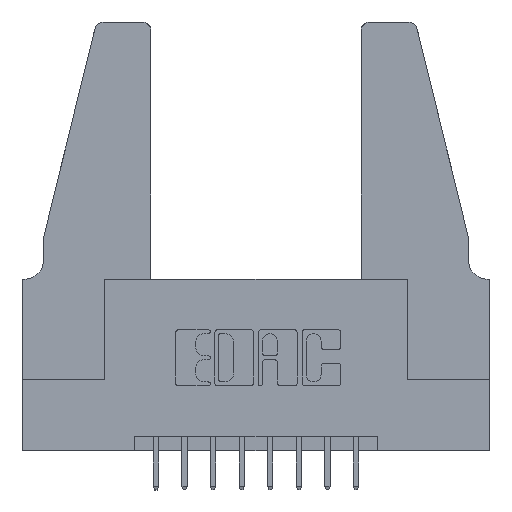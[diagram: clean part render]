
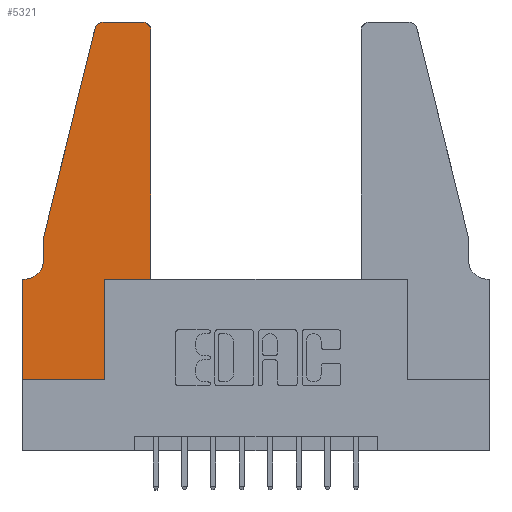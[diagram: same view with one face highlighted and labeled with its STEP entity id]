
A CAD part, top view. The second image highlights one B-rep face of the part: STEP entity #5321.
In plain terms, the highlighted planar face has unit normal (0, 0, 1).
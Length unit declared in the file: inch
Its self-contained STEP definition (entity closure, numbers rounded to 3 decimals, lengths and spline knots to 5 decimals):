
#124 = EDGE_CURVE ( 'NONE', #9183, #3037, #9670, .T. ) ;
#375 = DIRECTION ( 'NONE',  ( -1., 0., 0. ) ) ;
#649 = DIRECTION ( 'NONE',  ( 1., 0., 0. ) ) ;
#671 = AXIS2_PLACEMENT_3D ( 'NONE', #5907, #11848, #6834 ) ;
#752 = LINE ( 'NONE', #1810, #12249 ) ;
#928 = VECTOR ( 'NONE', #375, 39.37008 ) ;
#1241 = VECTOR ( 'NONE', #8945, 39.37008 ) ;
#1323 = CARTESIAN_POINT ( 'NONE',  ( 0., 0., 0.37 ) ) ;
#1597 = ORIENTED_EDGE ( 'NONE', *, *, #124, .T. ) ;
#1601 = LINE ( 'NONE', #3716, #9166 ) ;
#1633 = VERTEX_POINT ( 'NONE', #8208 ) ;
#1786 = VERTEX_POINT ( 'NONE', #2335 ) ;
#1810 = CARTESIAN_POINT ( 'NONE',  ( 0.4505, 0.35, 0.37 ) ) ;
#1836 = EDGE_CURVE ( 'NONE', #1633, #7404, #752, .T. ) ;
#1954 = LINE ( 'NONE', #10983, #5354 ) ;
#2288 = CARTESIAN_POINT ( 'NONE',  ( 0., 0., 0.37 ) ) ;
#2335 = CARTESIAN_POINT ( 'NONE',  ( 0.0755, 0.5, 0.37 ) ) ;
#2555 = ORIENTED_EDGE ( 'NONE', *, *, #10033, .T. ) ;
#2572 = VECTOR ( 'NONE', #9991, 39.37008 ) ;
#2792 = VECTOR ( 'NONE', #12843, 39.37008 ) ;
#2881 = CARTESIAN_POINT ( 'NONE',  ( 0.4505, 1.22, 0.37 ) ) ;
#2884 = CARTESIAN_POINT ( 'NONE',  ( 0.4505, 0.35, 0.37 ) ) ;
#2926 = ORIENTED_EDGE ( 'NONE', *, *, #7350, .T. ) ;
#3037 = VERTEX_POINT ( 'NONE', #2288 ) ;
#3192 = EDGE_CURVE ( 'NONE', #11352, #5845, #12476, .T. ) ;
#3384 = ORIENTED_EDGE ( 'NONE', *, *, #3978, .T. ) ;
#3426 = LINE ( 'NONE', #5635, #928 ) ;
#3716 = CARTESIAN_POINT ( 'NONE',  ( 0.0755, 0.5, 0.37 ) ) ;
#3978 = EDGE_CURVE ( 'NONE', #7404, #6771, #12065, .T. ) ;
#3995 = VERTEX_POINT ( 'NONE', #9826 ) ;
#4418 = ORIENTED_EDGE ( 'NONE', *, *, #5169, .T. ) ;
#4661 = VERTEX_POINT ( 'NONE', #10692 ) ;
#4806 = ORIENTED_EDGE ( 'NONE', *, *, #7427, .T. ) ;
#4841 = DIRECTION ( 'NONE',  ( 0., 0., 1. ) ) ;
#5146 = ORIENTED_EDGE ( 'NONE', *, *, #7489, .T. ) ;
#5169 = EDGE_CURVE ( 'NONE', #3037, #11328, #5380, .T. ) ;
#5321 = ADVANCED_FACE ( 'NONE', ( #7827 ), #10946, .T. ) ;
#5354 = VECTOR ( 'NONE', #9144, 39.37008 ) ;
#5380 = LINE ( 'NONE', #1323, #9795 ) ;
#5438 = EDGE_LOOP ( 'NONE', ( #2555, #5146, #6326, #4806, #7918, #2926, #1597, #4418, #6196, #6356, #11725, #3384 ) ) ;
#5609 = CARTESIAN_POINT ( 'NONE',  ( 0.2865, 0.35, 0.37 ) ) ;
#5635 = CARTESIAN_POINT ( 'NONE',  ( 0.2605, 1.25, 0.37 ) ) ;
#5703 = CARTESIAN_POINT ( 'NONE',  ( 0.4205, 1.22, 0.37 ) ) ;
#5736 = AXIS2_PLACEMENT_3D ( 'NONE', #5703, #4841, #649 ) ;
#5845 = VERTEX_POINT ( 'NONE', #12370 ) ;
#5907 = CARTESIAN_POINT ( 'NONE',  ( 0., 0.35, 0.37 ) ) ;
#5948 = CARTESIAN_POINT ( 'NONE',  ( 0.0755, 0.5, 0.37 ) ) ;
#6196 = ORIENTED_EDGE ( 'NONE', *, *, #7276, .T. ) ;
#6291 = CARTESIAN_POINT ( 'NONE',  ( 0.284, 1.25, 0.37 ) ) ;
#6326 = ORIENTED_EDGE ( 'NONE', *, *, #6522, .T. ) ;
#6356 = ORIENTED_EDGE ( 'NONE', *, *, #12574, .T. ) ;
#6419 = AXIS2_PLACEMENT_3D ( 'NONE', #9457, #11361, #11240 ) ;
#6522 = EDGE_CURVE ( 'NONE', #3995, #1786, #1601, .T. ) ;
#6771 = VERTEX_POINT ( 'NONE', #11508 ) ;
#6834 = DIRECTION ( 'NONE',  ( 1., 0., 0. ) ) ;
#6873 = LINE ( 'NONE', #5948, #2572 ) ;
#7276 = EDGE_CURVE ( 'NONE', #11328, #4661, #12564, .T. ) ;
#7350 = EDGE_CURVE ( 'NONE', #5845, #9183, #1954, .T. ) ;
#7404 = VERTEX_POINT ( 'NONE', #2881 ) ;
#7427 = EDGE_CURVE ( 'NONE', #1786, #11352, #6873, .T. ) ;
#7489 = EDGE_CURVE ( 'NONE', #12292, #3995, #12337, .T. ) ;
#7827 = FACE_OUTER_BOUND ( 'NONE', #5438, .T. ) ;
#7918 = ORIENTED_EDGE ( 'NONE', *, *, #3192, .T. ) ;
#7936 = VECTOR ( 'NONE', #10985, 39.37008 ) ;
#8208 = CARTESIAN_POINT ( 'NONE',  ( 0.4505, 0.35, 0.37 ) ) ;
#8870 = DIRECTION ( 'NONE',  ( -1., 0., 0. ) ) ;
#8945 = DIRECTION ( 'NONE',  ( 0., -1., 0. ) ) ;
#9144 = DIRECTION ( 'NONE',  ( -1., 0., 0. ) ) ;
#9166 = VECTOR ( 'NONE', #9715, 39.37008 ) ;
#9183 = VERTEX_POINT ( 'NONE', #11163 ) ;
#9457 = CARTESIAN_POINT ( 'NONE',  ( 0.284, 1.22, 0.37 ) ) ;
#9561 = CARTESIAN_POINT ( 'NONE',  ( 0.2865, 0., 0.37 ) ) ;
#9562 = DIRECTION ( 'NONE',  ( 1., 0., 0. ) ) ;
#9631 = CARTESIAN_POINT ( 'NONE',  ( 0.0755, 0.42, 0.37 ) ) ;
#9658 = DIRECTION ( 'NONE',  ( 0., 1., 0. ) ) ;
#9670 = LINE ( 'NONE', #9929, #1241 ) ;
#9715 = DIRECTION ( 'NONE',  ( -0.239, -0.971, 0. ) ) ;
#9795 = VECTOR ( 'NONE', #9562, 39.37008 ) ;
#9826 = CARTESIAN_POINT ( 'NONE',  ( 0.25487, 1.22718, 0.37 ) ) ;
#9929 = CARTESIAN_POINT ( 'NONE',  ( 0., 0., 0.37 ) ) ;
#9991 = DIRECTION ( 'NONE',  ( 0., -1., 0. ) ) ;
#10033 = EDGE_CURVE ( 'NONE', #6771, #12292, #3426, .T. ) ;
#10692 = CARTESIAN_POINT ( 'NONE',  ( 0.2865, 0.35, 0.37 ) ) ;
#10946 = PLANE ( 'NONE',  #671 ) ;
#10983 = CARTESIAN_POINT ( 'NONE',  ( 0.0755, 0.35, 0.37 ) ) ;
#10985 = DIRECTION ( 'NONE',  ( 1., 0., 0. ) ) ;
#11163 = CARTESIAN_POINT ( 'NONE',  ( 0., 0.35, 0.37 ) ) ;
#11240 = DIRECTION ( 'NONE',  ( 1., 0., 0. ) ) ;
#11328 = VERTEX_POINT ( 'NONE', #9561 ) ;
#11352 = VERTEX_POINT ( 'NONE', #9631 ) ;
#11361 = DIRECTION ( 'NONE',  ( 0., 0., 1. ) ) ;
#11508 = CARTESIAN_POINT ( 'NONE',  ( 0.4205, 1.25, 0.37 ) ) ;
#11619 = AXIS2_PLACEMENT_3D ( 'NONE', #13093, #11813, #8870 ) ;
#11725 = ORIENTED_EDGE ( 'NONE', *, *, #1836, .T. ) ;
#11813 = DIRECTION ( 'NONE',  ( 0., 0., -1. ) ) ;
#11848 = DIRECTION ( 'NONE',  ( 0., 0., 1. ) ) ;
#11965 = LINE ( 'NONE', #2884, #7936 ) ;
#12065 = CIRCLE ( 'NONE', #5736, 0.03 ) ;
#12249 = VECTOR ( 'NONE', #9658, 39.37008 ) ;
#12292 = VERTEX_POINT ( 'NONE', #6291 ) ;
#12337 = CIRCLE ( 'NONE', #6419, 0.03 ) ;
#12370 = CARTESIAN_POINT ( 'NONE',  ( 0.0055, 0.35, 0.37 ) ) ;
#12476 = CIRCLE ( 'NONE', #11619, 0.07 ) ;
#12564 = LINE ( 'NONE', #5609, #2792 ) ;
#12574 = EDGE_CURVE ( 'NONE', #4661, #1633, #11965, .T. ) ;
#12843 = DIRECTION ( 'NONE',  ( 0., 1., 0. ) ) ;
#13093 = CARTESIAN_POINT ( 'NONE',  ( 0.0055, 0.42, 0.37 ) ) ;
